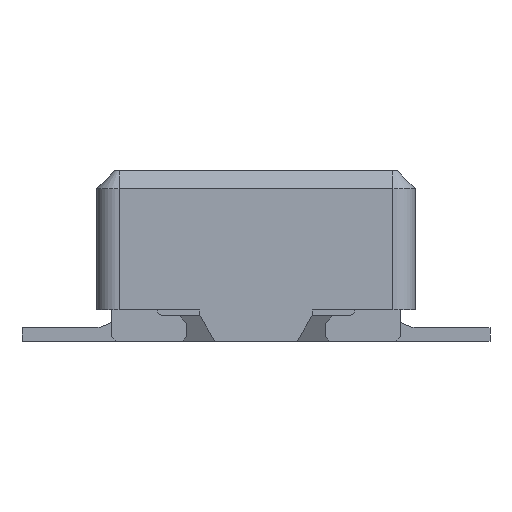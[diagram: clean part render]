
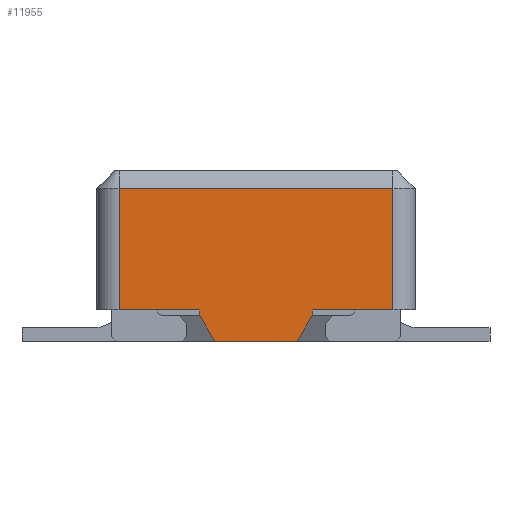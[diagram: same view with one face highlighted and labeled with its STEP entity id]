
A CAD part, left-side view. The second image highlights one B-rep face of the part: STEP entity #11955.
In plain terms, the highlighted planar face has unit normal (-1, 0, 0).
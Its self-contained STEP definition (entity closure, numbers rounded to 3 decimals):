
#756=FACE_OUTER_BOUND('',#1421,.T.);
#1421=EDGE_LOOP('',(#9785,#9786,#9787,#9788,#9789,#9790,#9791,#9792,#9793,
#9794));
#2531=LINE('',#18129,#4063);
#2549=LINE('',#18167,#4081);
#2723=LINE('',#18641,#4255);
#2725=LINE('',#18646,#4257);
#2727=LINE('',#18650,#4259);
#2728=LINE('',#18652,#4260);
#2729=LINE('',#18653,#4261);
#2730=LINE('',#18655,#4262);
#2731=LINE('',#18656,#4263);
#2732=LINE('',#18657,#4264);
#4063=VECTOR('',#14719,0.55);
#4081=VECTOR('',#14745,0.54);
#4255=VECTOR('',#15047,0.81);
#4257=VECTOR('',#15053,1.83);
#4259=VECTOR('',#15057,0.54);
#4260=VECTOR('',#15058,0.04);
#4261=VECTOR('',#15059,0.197);
#4262=VECTOR('',#15060,0.197);
#4263=VECTOR('',#15061,0.04);
#4264=VECTOR('',#15062,0.81);
#5364=VERTEX_POINT('',#18126);
#5365=VERTEX_POINT('',#18128);
#5380=VERTEX_POINT('',#18164);
#5381=VERTEX_POINT('',#18166);
#5536=VERTEX_POINT('',#18637);
#5537=VERTEX_POINT('',#18639);
#5538=VERTEX_POINT('',#18645);
#5539=VERTEX_POINT('',#18649);
#5540=VERTEX_POINT('',#18651);
#5541=VERTEX_POINT('',#18654);
#6823=EDGE_CURVE('',#5364,#5365,#2531,.T.);
#6842=EDGE_CURVE('',#5381,#5380,#2549,.T.);
#7050=EDGE_CURVE('',#5537,#5536,#2723,.T.);
#7052=EDGE_CURVE('',#5538,#5536,#2725,.T.);
#7054=EDGE_CURVE('',#5537,#5539,#2727,.T.);
#7055=EDGE_CURVE('',#5539,#5540,#2728,.T.);
#7056=EDGE_CURVE('',#5540,#5365,#2729,.T.);
#7057=EDGE_CURVE('',#5364,#5541,#2730,.T.);
#7058=EDGE_CURVE('',#5381,#5541,#2731,.T.);
#7059=EDGE_CURVE('',#5538,#5380,#2732,.T.);
#9785=ORIENTED_EDGE('',*,*,#7052,.T.);
#9786=ORIENTED_EDGE('',*,*,#7050,.F.);
#9787=ORIENTED_EDGE('',*,*,#7054,.T.);
#9788=ORIENTED_EDGE('',*,*,#7055,.T.);
#9789=ORIENTED_EDGE('',*,*,#7056,.T.);
#9790=ORIENTED_EDGE('',*,*,#6823,.F.);
#9791=ORIENTED_EDGE('',*,*,#7057,.T.);
#9792=ORIENTED_EDGE('',*,*,#7058,.F.);
#9793=ORIENTED_EDGE('',*,*,#6842,.T.);
#9794=ORIENTED_EDGE('',*,*,#7059,.F.);
#11336=PLANE('',#12707);
#11955=ADVANCED_FACE('',(#756),#11336,.T.);
#12707=AXIS2_PLACEMENT_3D('',#18648,#15055,#15056);
#14719=DIRECTION('',(0.,1.,0.));
#14745=DIRECTION('',(0.,-1.,0.));
#15047=DIRECTION('',(0.,0.,1.));
#15053=DIRECTION('',(0.,1.,0.));
#15055=DIRECTION('center_axis',(-1.,0.,0.));
#15056=DIRECTION('ref_axis',(0.,0.,1.));
#15057=DIRECTION('',(0.,-1.,0.));
#15058=DIRECTION('',(0.,0.,-1.));
#15059=DIRECTION('',(0.,-0.507,-0.862));
#15060=DIRECTION('',(0.,-0.507,0.862));
#15061=DIRECTION('',(0.,0.,-1.));
#15062=DIRECTION('',(0.,0.,-1.));
#18126=CARTESIAN_POINT('',(-3.,-0.275,0.));
#18128=CARTESIAN_POINT('',(-3.,0.275,0.));
#18129=CARTESIAN_POINT('',(-3.,-0.275,0.));
#18164=CARTESIAN_POINT('',(-3.,-0.915,0.21));
#18166=CARTESIAN_POINT('',(-3.,-0.375,0.21));
#18167=CARTESIAN_POINT('',(-3.,-0.375,0.21));
#18637=CARTESIAN_POINT('',(-3.,0.915,1.02));
#18639=CARTESIAN_POINT('',(-3.,0.915,0.21));
#18641=CARTESIAN_POINT('',(-3.,0.915,0.21));
#18645=CARTESIAN_POINT('',(-3.,-0.915,1.02));
#18646=CARTESIAN_POINT('',(-3.,-0.915,1.02));
#18648=CARTESIAN_POINT('Origin',(-3.,-1.065,0.));
#18649=CARTESIAN_POINT('',(-3.,0.375,0.21));
#18650=CARTESIAN_POINT('',(-3.,0.915,0.21));
#18651=CARTESIAN_POINT('',(-3.,0.375,0.17));
#18652=CARTESIAN_POINT('',(-3.,0.375,0.21));
#18653=CARTESIAN_POINT('',(-3.,0.375,0.17));
#18654=CARTESIAN_POINT('',(-3.,-0.375,0.17));
#18655=CARTESIAN_POINT('',(-3.,-0.275,0.));
#18656=CARTESIAN_POINT('',(-3.,-0.375,0.21));
#18657=CARTESIAN_POINT('',(-3.,-0.915,1.02));
